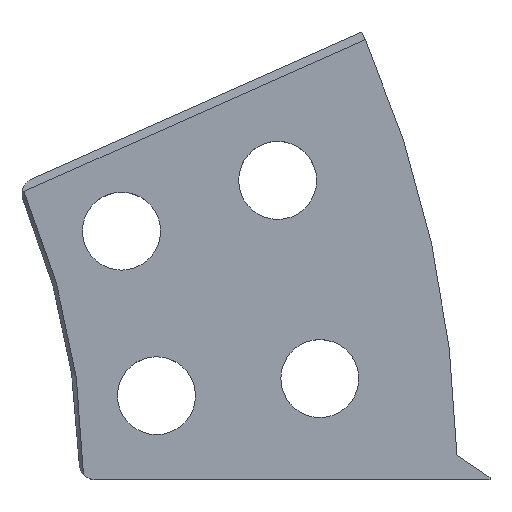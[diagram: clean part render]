
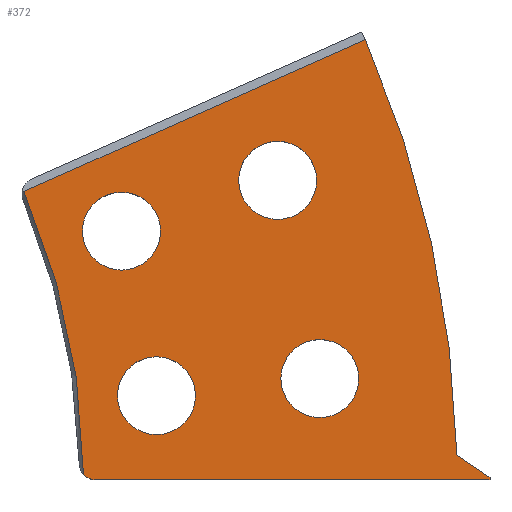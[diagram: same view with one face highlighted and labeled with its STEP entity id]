
A CAD part, top view. The second image highlights one B-rep face of the part: STEP entity #372.
In plain terms, the highlighted planar face has unit normal (0, 0, 1).
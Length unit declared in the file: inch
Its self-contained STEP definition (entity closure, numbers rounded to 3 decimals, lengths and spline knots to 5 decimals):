
#3 = VERTEX_POINT ( 'NONE', #98 ) ;
#5 = DIRECTION ( 'NONE',  ( 1., 0., 0. ) ) ;
#16 = EDGE_CURVE ( 'NONE', #463, #219, #536, .T. ) ;
#30 = VERTEX_POINT ( 'NONE', #656 ) ;
#34 = AXIS2_PLACEMENT_3D ( 'NONE', #729, #236, #513 ) ;
#36 = AXIS2_PLACEMENT_3D ( 'NONE', #237, #792, #802 ) ;
#40 = DIRECTION ( 'NONE',  ( 1., 0., 0. ) ) ;
#58 = CARTESIAN_POINT ( 'NONE',  ( 5.82522, 1.89273, 0. ) ) ;
#67 = CIRCLE ( 'NONE', #277, 0.29687 ) ;
#75 = EDGE_CURVE ( 'NONE', #3, #866, #612, .T. ) ;
#82 = VERTEX_POINT ( 'NONE', #382 ) ;
#98 = CARTESIAN_POINT ( 'NONE',  ( 6.1221, 1.89273, 0. ) ) ;
#99 = LINE ( 'NONE', #292, #769 ) ;
#104 = DIRECTION ( 'NONE',  ( 1., 0., 0. ) ) ;
#107 = PLANE ( 'NONE',  #36 ) ;
#108 = VERTEX_POINT ( 'NONE', #387 ) ;
#119 = VECTOR ( 'NONE', #696, 39.37008 ) ;
#121 = VECTOR ( 'NONE', #775, 39.37008 ) ;
#125 = CARTESIAN_POINT ( 'NONE',  ( 5.79457, 0.64024, 0. ) ) ;
#136 = EDGE_CURVE ( 'NONE', #660, #406, #726, .T. ) ;
#150 = ORIENTED_EDGE ( 'NONE', *, *, #16, .T. ) ;
#160 = CARTESIAN_POINT ( 'NONE',  ( 6.71717, 2.279, 0. ) ) ;
#161 = ORIENTED_EDGE ( 'NONE', *, *, #75, .F. ) ;
#162 = VERTEX_POINT ( 'NONE', #392 ) ;
#170 = DIRECTION ( 'NONE',  ( 0., 0., 1. ) ) ;
#175 = CIRCLE ( 'NONE', #351, 0.29687 ) ;
#180 = CARTESIAN_POINT ( 'NONE',  ( 8.63, 0.018, 0. ) ) ;
#190 = VERTEX_POINT ( 'NONE', #125 ) ;
#200 = EDGE_LOOP ( 'NONE', ( #631, #525 ) ) ;
#211 = AXIS2_PLACEMENT_3D ( 'NONE', #58, #254, #795 ) ;
#217 = EDGE_CURVE ( 'NONE', #190, #108, #241, .T. ) ;
#219 = VERTEX_POINT ( 'NONE', #869 ) ;
#227 = CIRCLE ( 'NONE', #361, 0.29687 ) ;
#228 = DIRECTION ( 'NONE',  ( 1., 0., 0. ) ) ;
#235 = EDGE_LOOP ( 'NONE', ( #581, #797 ) ) ;
#236 = DIRECTION ( 'NONE',  ( 0., 0., -1. ) ) ;
#237 = CARTESIAN_POINT ( 'NONE',  ( 0., 0., 0. ) ) ;
#241 = CIRCLE ( 'NONE', #757, 0.29687 ) ;
#254 = DIRECTION ( 'NONE',  ( 0., 0., 1. ) ) ;
#277 = AXIS2_PLACEMENT_3D ( 'NONE', #524, #725, #40 ) ;
#282 = DIRECTION ( 'NONE',  ( 0.978, 0.208, 0. ) ) ;
#284 = AXIS2_PLACEMENT_3D ( 'NONE', #398, #681, #104 ) ;
#292 = CARTESIAN_POINT ( 'NONE',  ( 8.63, 0.018, 0. ) ) ;
#296 = DIRECTION ( 'NONE',  ( 0., 0., 1. ) ) ;
#304 = CARTESIAN_POINT ( 'NONE',  ( 7.3346, 0.7709, 0. ) ) ;
#309 = LINE ( 'NONE', #495, #121 ) ;
#315 = CARTESIAN_POINT ( 'NONE',  ( 7.63147, 0.7709, 0. ) ) ;
#317 = CARTESIAN_POINT ( 'NONE',  ( 6.09145, 0.64024, 0. ) ) ;
#323 = AXIS2_PLACEMENT_3D ( 'NONE', #712, #848, #448 ) ;
#339 = ORIENTED_EDGE ( 'NONE', *, *, #136, .T. ) ;
#347 = CARTESIAN_POINT ( 'NONE',  ( 7.01404, 2.279, 0. ) ) ;
#349 = DIRECTION ( 'NONE',  ( 0., 0., 1. ) ) ;
#351 = AXIS2_PLACEMENT_3D ( 'NONE', #657, #170, #867 ) ;
#360 = EDGE_CURVE ( 'NONE', #406, #463, #552, .T. ) ;
#361 = AXIS2_PLACEMENT_3D ( 'NONE', #304, #296, #228 ) ;
#372 = ADVANCED_FACE ( 'NONE', ( #493, #658, #443, #584, #578 ), #107, .T. ) ;
#373 = DIRECTION ( 'NONE',  ( 0., 0., 1. ) ) ;
#382 = CARTESIAN_POINT ( 'NONE',  ( 7.31092, 2.279, 0. ) ) ;
#387 = CARTESIAN_POINT ( 'NONE',  ( 6.38832, 0.64024, 0. ) ) ;
#391 = VERTEX_POINT ( 'NONE', #180 ) ;
#392 = CARTESIAN_POINT ( 'NONE',  ( 7.03772, 0.7709, 0. ) ) ;
#397 = ORIENTED_EDGE ( 'NONE', *, *, #360, .T. ) ;
#398 = CARTESIAN_POINT ( 'NONE',  ( 0., 0., 0. ) ) ;
#399 = EDGE_CURVE ( 'NONE', #108, #190, #67, .T. ) ;
#404 = CARTESIAN_POINT ( 'NONE',  ( 8.63, 0., 0. ) ) ;
#406 = VERTEX_POINT ( 'NONE', #713 ) ;
#414 = CARTESIAN_POINT ( 'NONE',  ( 5.05449, 2.18199, 0. ) ) ;
#426 = VERTEX_POINT ( 'NONE', #315 ) ;
#431 = AXIS2_PLACEMENT_3D ( 'NONE', #864, #373, #780 ) ;
#443 = FACE_BOUND ( 'NONE', #479, .T. ) ;
#445 = ORIENTED_EDGE ( 'NONE', *, *, #562, .T. ) ;
#447 = CIRCLE ( 'NONE', #431, 0.29688 ) ;
#448 = DIRECTION ( 'NONE',  ( 0.978, 0.208, 0. ) ) ;
#452 = EDGE_CURVE ( 'NONE', #866, #3, #447, .T. ) ;
#459 = VERTEX_POINT ( 'NONE', #160 ) ;
#462 = CARTESIAN_POINT ( 'NONE',  ( 5.62861, 0.125, 0. ) ) ;
#463 = VERTEX_POINT ( 'NONE', #643 ) ;
#479 = EDGE_LOOP ( 'NONE', ( #161, #551 ) ) ;
#480 = AXIS2_PLACEMENT_3D ( 'NONE', #462, #826, #5 ) ;
#481 = EDGE_CURVE ( 'NONE', #426, #162, #227, .T. ) ;
#493 = FACE_BOUND ( 'NONE', #235, .T. ) ;
#494 = EDGE_LOOP ( 'NONE', ( #669, #623 ) ) ;
#495 = CARTESIAN_POINT ( 'NONE',  ( 5.505, 0., 0. ) ) ;
#505 = CARTESIAN_POINT ( 'NONE',  ( 5.52835, 1.89273, 0. ) ) ;
#513 = DIRECTION ( 'NONE',  ( 1., 0., 0. ) ) ;
#524 = CARTESIAN_POINT ( 'NONE',  ( 6.09145, 0.64024, 0. ) ) ;
#525 = ORIENTED_EDGE ( 'NONE', *, *, #217, .F. ) ;
#528 = CARTESIAN_POINT ( 'NONE',  ( 8.37785, 0.19001, 0. ) ) ;
#536 = CIRCLE ( 'NONE', #34, 5.536 ) ;
#541 = VERTEX_POINT ( 'NONE', #404 ) ;
#548 = EDGE_CURVE ( 'NONE', #391, #541, #736, .T. ) ;
#551 = ORIENTED_EDGE ( 'NONE', *, *, #452, .F. ) ;
#552 = LINE ( 'NONE', #414, #119 ) ;
#562 = EDGE_CURVE ( 'NONE', #219, #30, #859, .T. ) ;
#563 = ORIENTED_EDGE ( 'NONE', *, *, #548, .F. ) ;
#576 = ORIENTED_EDGE ( 'NONE', *, *, #887, .T. ) ;
#578 = FACE_OUTER_BOUND ( 'NONE', #610, .T. ) ;
#581 = ORIENTED_EDGE ( 'NONE', *, *, #846, .F. ) ;
#584 = FACE_BOUND ( 'NONE', #200, .T. ) ;
#597 = DIRECTION ( 'NONE',  ( 0., 0., 1. ) ) ;
#610 = EDGE_LOOP ( 'NONE', ( #150, #445, #576, #563, #787, #339, #397 ) ) ;
#612 = CIRCLE ( 'NONE', #211, 0.29688 ) ;
#623 = ORIENTED_EDGE ( 'NONE', *, *, #854, .F. ) ;
#631 = ORIENTED_EDGE ( 'NONE', *, *, #399, .F. ) ;
#642 = DIRECTION ( 'NONE',  ( -0.826, 0.564, 0. ) ) ;
#643 = CARTESIAN_POINT ( 'NONE',  ( 5.08249, 2.19445, 0. ) ) ;
#654 = AXIS2_PLACEMENT_3D ( 'NONE', #347, #349, #282 ) ;
#656 = CARTESIAN_POINT ( 'NONE',  ( 5.62861, 0., 0. ) ) ;
#657 = CARTESIAN_POINT ( 'NONE',  ( 7.3346, 0.7709, 0. ) ) ;
#658 = FACE_BOUND ( 'NONE', #494, .T. ) ;
#660 = VERTEX_POINT ( 'NONE', #528 ) ;
#669 = ORIENTED_EDGE ( 'NONE', *, *, #481, .F. ) ;
#681 = DIRECTION ( 'NONE',  ( 0., 0., 1. ) ) ;
#696 = DIRECTION ( 'NONE',  ( -0.914, -0.407, 0. ) ) ;
#704 = CIRCLE ( 'NONE', #654, 0.29688 ) ;
#712 = CARTESIAN_POINT ( 'NONE',  ( 7.01404, 2.279, 0. ) ) ;
#713 = CARTESIAN_POINT ( 'NONE',  ( 7.68072, 3.35126, 0. ) ) ;
#715 = CIRCLE ( 'NONE', #323, 0.29688 ) ;
#725 = DIRECTION ( 'NONE',  ( 0., 0., 1. ) ) ;
#726 = CIRCLE ( 'NONE', #284, 8.38 ) ;
#729 = CARTESIAN_POINT ( 'NONE',  ( 0., 0., 0. ) ) ;
#736 = LINE ( 'NONE', #830, #817 ) ;
#757 = AXIS2_PLACEMENT_3D ( 'NONE', #317, #597, #876 ) ;
#769 = VECTOR ( 'NONE', #642, 39.37008 ) ;
#775 = DIRECTION ( 'NONE',  ( 1., 0., 0. ) ) ;
#780 = DIRECTION ( 'NONE',  ( 0.978, 0.208, 0. ) ) ;
#783 = EDGE_CURVE ( 'NONE', #459, #82, #704, .T. ) ;
#787 = ORIENTED_EDGE ( 'NONE', *, *, #871, .T. ) ;
#792 = DIRECTION ( 'NONE',  ( 0., 0., 1. ) ) ;
#795 = DIRECTION ( 'NONE',  ( 0.978, 0.208, 0. ) ) ;
#797 = ORIENTED_EDGE ( 'NONE', *, *, #783, .F. ) ;
#802 = DIRECTION ( 'NONE',  ( 1., 0., 0. ) ) ;
#817 = VECTOR ( 'NONE', #879, 39.37008 ) ;
#826 = DIRECTION ( 'NONE',  ( 0., 0., 1. ) ) ;
#830 = CARTESIAN_POINT ( 'NONE',  ( 8.63, 0.018, 0. ) ) ;
#846 = EDGE_CURVE ( 'NONE', #82, #459, #715, .T. ) ;
#848 = DIRECTION ( 'NONE',  ( 0., 0., 1. ) ) ;
#854 = EDGE_CURVE ( 'NONE', #162, #426, #175, .T. ) ;
#859 = CIRCLE ( 'NONE', #480, 0.125 ) ;
#864 = CARTESIAN_POINT ( 'NONE',  ( 5.82522, 1.89273, 0. ) ) ;
#866 = VERTEX_POINT ( 'NONE', #505 ) ;
#867 = DIRECTION ( 'NONE',  ( 1., 0., 0. ) ) ;
#869 = CARTESIAN_POINT ( 'NONE',  ( 5.53585, 0.04122, 0. ) ) ;
#871 = EDGE_CURVE ( 'NONE', #391, #660, #99, .T. ) ;
#876 = DIRECTION ( 'NONE',  ( 1., 0., 0. ) ) ;
#879 = DIRECTION ( 'NONE',  ( 0., -1., 0. ) ) ;
#887 = EDGE_CURVE ( 'NONE', #30, #541, #309, .T. ) ;
